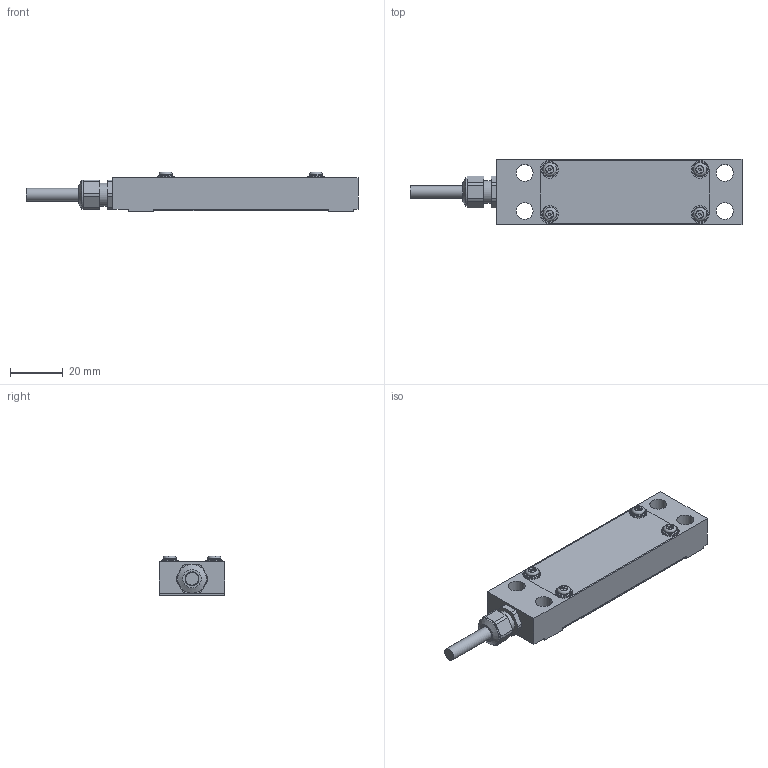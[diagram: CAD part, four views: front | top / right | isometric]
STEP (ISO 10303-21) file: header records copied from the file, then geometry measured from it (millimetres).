
FILE_DESCRIPTION (( 'STEP AP214' ), '1' );
FILE_NAME ('8103.0001_A.STEP', '2017-01-30T11:17:17', ( '' ), ( '' ), 'SwSTEP 2.0', 'SolidWorks 2016', '' );
FILE_SCHEMA (( 'AUTOMOTIVE_DESIGN' ));
Length unit declared in the file: millimetre
Products named in the file (1): 8103.0001_A
Bounding box: 126 x 25 x 15.1 mm (x, y, z)
Surface area: 11346.5 mm2 (no closed solid volume)
Topology: 0 solids, 9 shells, 150 faces, 433 edges, 304 vertices
Faces by surface type: plane 97, cylinder 44, torus 8, cone 1
Full cylindrical faces by diameter (mm): 4.8 x1, 5 x4, 5.3 x1, 6.4 x4, 6.5 x4, 8.7 x1, 10.9 x1
Entity records: 6522 total; most frequent: CARTESIAN_POINT 863, DIRECTION 840, ORIENTED_EDGE 739, EDGE_CURVE 408, VERTEX_POINT 304, AXIS2_PLACEMENT_3D 281, VECTOR 278, LINE 278
